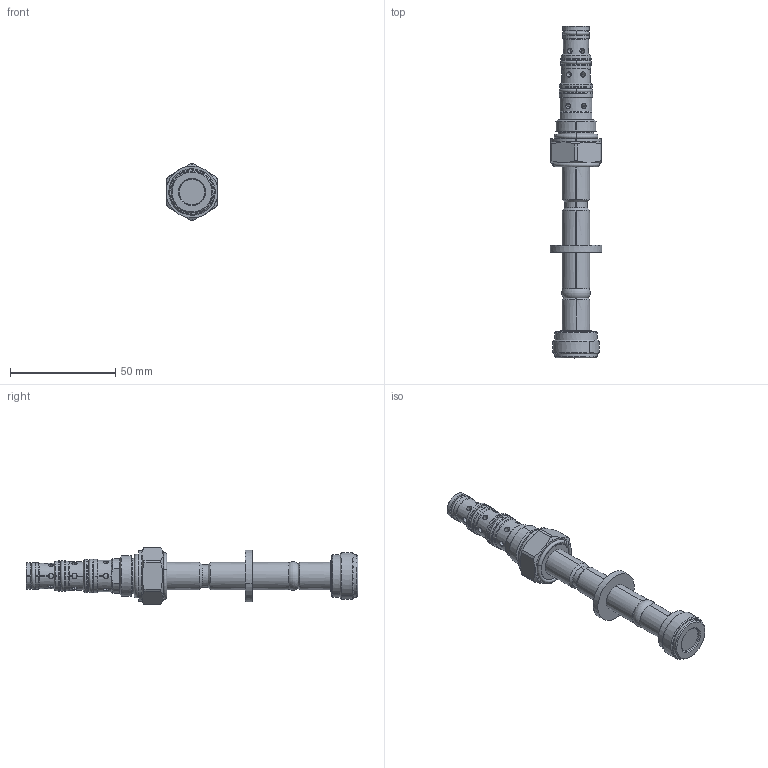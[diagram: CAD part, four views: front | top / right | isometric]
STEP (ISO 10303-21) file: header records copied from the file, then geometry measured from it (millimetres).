
FILE_DESCRIPTION((''),'2;1');
FILE_NAME('DNTCXWN','2021-12-17T',('LisaC'),(''),'PRO/ENGINEER BY PARAMETRIC TECHNOLOGY CORPORATION, 2016010','PRO/ENGINEER BY PARAMETRIC TECHNOLOGY CORPORATION, 2016010','');
FILE_SCHEMA(('CONFIG_CONTROL_DESIGN'));
Products named in the file (1): DNTCXWN
Bounding box: 24.44 x 157.5 x 27 mm (x, y, z)
Surface area: 24027 mm2 (no closed solid volume)
Topology: 0 solids, 0 shells, 463 faces, 2460 edges, 2411 vertices
Faces by surface type: bspline 420, torus 43
Entity records: 52337 total; most frequent: CARTESIAN_POINT 31939, DIRECTION 3157, TRIMMED_CURVE 2517, DEFINITIONAL_REPRESENTATION 2366, PCURVE 2366, COMPOSITE_CURVE_SEGMENT 2366, VECTOR 1963, LINE 1963
